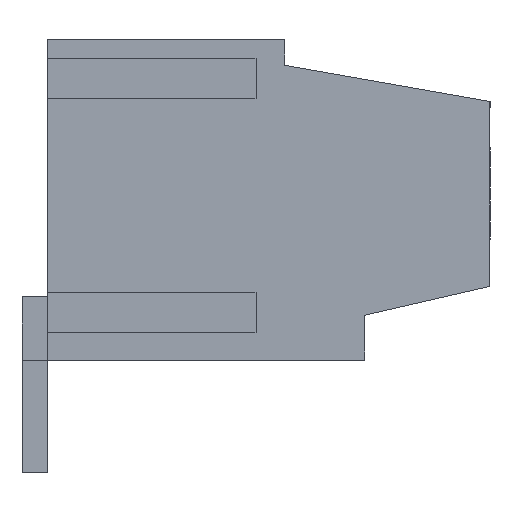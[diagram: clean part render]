
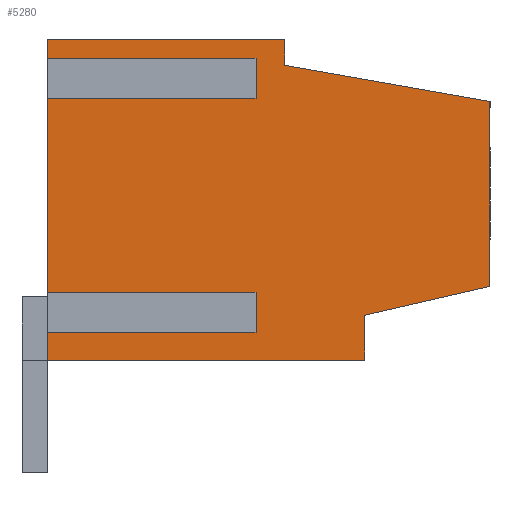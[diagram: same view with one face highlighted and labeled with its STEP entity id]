
A CAD part, left-side view. The second image highlights one B-rep face of the part: STEP entity #5280.
In plain terms, the highlighted planar face has unit normal (-1, 0, 0).
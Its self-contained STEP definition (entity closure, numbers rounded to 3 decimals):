
#5217=AXIS2_PLACEMENT_3D('Plane Axis2P3D',#5214,#5215,#5216) ;
#4264=CARTESIAN_POINT('Vertex',(0.55,13.8,3.5)) ;
#4267=CARTESIAN_POINT('Line Origine',(0.55,13.8,4.097)) ;
#4271=CARTESIAN_POINT('Vertex',(0.55,13.8,4.694)) ;
#4292=CARTESIAN_POINT('Vertex',(0.55,13.8,5.306)) ;
#4295=CARTESIAN_POINT('Line Origine',(0.55,13.8,8.65)) ;
#4299=CARTESIAN_POINT('Vertex',(0.55,13.8,11.994)) ;
#4320=CARTESIAN_POINT('Vertex',(0.55,13.8,12.606)) ;
#4323=CARTESIAN_POINT('Line Origine',(0.55,13.8,13.053)) ;
#4327=CARTESIAN_POINT('Vertex',(0.55,13.8,13.5)) ;
#4775=CARTESIAN_POINT('Line Origine',(0.55,10.1,13.5)) ;
#4779=CARTESIAN_POINT('Vertex',(0.55,6.4,13.5)) ;
#4868=CARTESIAN_POINT('Line Origine',(0.55,6.4,13.1)) ;
#4872=CARTESIAN_POINT('Vertex',(0.55,6.4,12.7)) ;
#4893=CARTESIAN_POINT('Line Origine',(0.55,3.2,12.136)) ;
#4897=CARTESIAN_POINT('Vertex',(0.55,0.,11.572)) ;
#4918=CARTESIAN_POINT('Line Origine',(0.55,0.,8.686)) ;
#4922=CARTESIAN_POINT('Vertex',(0.55,0.,5.8)) ;
#4979=CARTESIAN_POINT('Line Origine',(0.55,1.95,5.35)) ;
#4983=CARTESIAN_POINT('Vertex',(0.55,3.9,4.9)) ;
#5114=CARTESIAN_POINT('Vertex',(0.55,3.9,3.5)) ;
#5117=CARTESIAN_POINT('Line Origine',(0.55,8.85,3.5)) ;
#5214=CARTESIAN_POINT('Axis2P3D Location',(0.55,14.6,0.)) ;
#5219=CARTESIAN_POINT('Line Origine',(0.55,10.55,5.306)) ;
#5223=CARTESIAN_POINT('Vertex',(0.55,7.3,5.306)) ;
#5226=CARTESIAN_POINT('Line Origine',(0.55,7.3,5.)) ;
#5230=CARTESIAN_POINT('Vertex',(0.55,7.3,4.694)) ;
#5233=CARTESIAN_POINT('Line Origine',(0.55,10.55,4.694)) ;
#5238=CARTESIAN_POINT('Line Origine',(0.55,3.9,4.2)) ;
#5243=CARTESIAN_POINT('Line Origine',(0.55,10.55,12.606)) ;
#5247=CARTESIAN_POINT('Vertex',(0.55,7.3,12.606)) ;
#5250=CARTESIAN_POINT('Line Origine',(0.55,7.3,12.3)) ;
#5254=CARTESIAN_POINT('Vertex',(0.55,7.3,11.994)) ;
#5257=CARTESIAN_POINT('Line Origine',(0.55,10.55,11.994)) ;
#4268=DIRECTION('Vector Direction',(0.,0.,-1.)) ;
#4296=DIRECTION('Vector Direction',(0.,0.,-1.)) ;
#4324=DIRECTION('Vector Direction',(0.,0.,-1.)) ;
#4776=DIRECTION('Vector Direction',(0.,1.,0.)) ;
#4869=DIRECTION('Vector Direction',(0.,0.,1.)) ;
#4894=DIRECTION('Vector Direction',(0.,0.985,0.174)) ;
#4919=DIRECTION('Vector Direction',(0.,0.,1.)) ;
#4980=DIRECTION('Vector Direction',(0.,-0.974,0.225)) ;
#5118=DIRECTION('Vector Direction',(0.,-1.,0.)) ;
#5215=DIRECTION('Axis2P3D Direction',(-1.,0.,0.)) ;
#5216=DIRECTION('Axis2P3D XDirection',(0.,-1.,0.)) ;
#5220=DIRECTION('Vector Direction',(0.,-1.,0.)) ;
#5227=DIRECTION('Vector Direction',(0.,0.,-1.)) ;
#5234=DIRECTION('Vector Direction',(0.,-1.,0.)) ;
#5239=DIRECTION('Vector Direction',(0.,0.,1.)) ;
#5244=DIRECTION('Vector Direction',(0.,-1.,0.)) ;
#5251=DIRECTION('Vector Direction',(0.,0.,-1.)) ;
#5258=DIRECTION('Vector Direction',(0.,-1.,0.)) ;
#4269=VECTOR('Line Direction',#4268,1.) ;
#4297=VECTOR('Line Direction',#4296,1.) ;
#4325=VECTOR('Line Direction',#4324,1.) ;
#4777=VECTOR('Line Direction',#4776,1.) ;
#4870=VECTOR('Line Direction',#4869,1.) ;
#4895=VECTOR('Line Direction',#4894,1.) ;
#4920=VECTOR('Line Direction',#4919,1.) ;
#4981=VECTOR('Line Direction',#4980,1.) ;
#5119=VECTOR('Line Direction',#5118,1.) ;
#5221=VECTOR('Line Direction',#5220,1.) ;
#5228=VECTOR('Line Direction',#5227,1.) ;
#5235=VECTOR('Line Direction',#5234,1.) ;
#5240=VECTOR('Line Direction',#5239,1.) ;
#5245=VECTOR('Line Direction',#5244,1.) ;
#5252=VECTOR('Line Direction',#5251,1.) ;
#5259=VECTOR('Line Direction',#5258,1.) ;
#5263=ORIENTED_EDGE('',*,*,#4301,.T.) ;
#5264=ORIENTED_EDGE('',*,*,#5225,.T.) ;
#5265=ORIENTED_EDGE('',*,*,#5232,.T.) ;
#5266=ORIENTED_EDGE('',*,*,#5237,.F.) ;
#5267=ORIENTED_EDGE('',*,*,#4273,.T.) ;
#5268=ORIENTED_EDGE('',*,*,#5121,.T.) ;
#5269=ORIENTED_EDGE('',*,*,#5242,.T.) ;
#5270=ORIENTED_EDGE('',*,*,#4985,.T.) ;
#5271=ORIENTED_EDGE('',*,*,#4924,.T.) ;
#5272=ORIENTED_EDGE('',*,*,#4899,.T.) ;
#5273=ORIENTED_EDGE('',*,*,#4874,.T.) ;
#5274=ORIENTED_EDGE('',*,*,#4781,.T.) ;
#5275=ORIENTED_EDGE('',*,*,#4329,.T.) ;
#5276=ORIENTED_EDGE('',*,*,#5249,.T.) ;
#5277=ORIENTED_EDGE('',*,*,#5256,.T.) ;
#5278=ORIENTED_EDGE('',*,*,#5261,.F.) ;
#5280=ADVANCED_FACE('HOUSING',(#5279),#5218,.T.) ;
#4273=EDGE_CURVE('',#4272,#4265,#4270,.T.) ;
#4301=EDGE_CURVE('',#4300,#4293,#4298,.T.) ;
#4329=EDGE_CURVE('',#4328,#4321,#4326,.T.) ;
#4781=EDGE_CURVE('',#4780,#4328,#4778,.T.) ;
#4874=EDGE_CURVE('',#4873,#4780,#4871,.T.) ;
#4899=EDGE_CURVE('',#4898,#4873,#4896,.T.) ;
#4924=EDGE_CURVE('',#4923,#4898,#4921,.T.) ;
#4985=EDGE_CURVE('',#4984,#4923,#4982,.T.) ;
#5121=EDGE_CURVE('',#4265,#5115,#5120,.T.) ;
#5225=EDGE_CURVE('',#4293,#5224,#5222,.T.) ;
#5232=EDGE_CURVE('',#5224,#5231,#5229,.T.) ;
#5237=EDGE_CURVE('',#4272,#5231,#5236,.T.) ;
#5242=EDGE_CURVE('',#5115,#4984,#5241,.T.) ;
#5249=EDGE_CURVE('',#4321,#5248,#5246,.T.) ;
#5256=EDGE_CURVE('',#5248,#5255,#5253,.T.) ;
#5261=EDGE_CURVE('',#4300,#5255,#5260,.T.) ;
#5262=EDGE_LOOP('',(#5263,#5264,#5265,#5266,#5267,#5268,#5269,#5270,#5271,#5272,#5273,#5274,#5275,#5276,#5277,#5278)) ;
#5279=FACE_OUTER_BOUND('',#5262,.T.) ;
#4270=LINE('Line',#4267,#4269) ;
#4298=LINE('Line',#4295,#4297) ;
#4326=LINE('Line',#4323,#4325) ;
#4778=LINE('Line',#4775,#4777) ;
#4871=LINE('Line',#4868,#4870) ;
#4896=LINE('Line',#4893,#4895) ;
#4921=LINE('Line',#4918,#4920) ;
#4982=LINE('Line',#4979,#4981) ;
#5120=LINE('Line',#5117,#5119) ;
#5222=LINE('Line',#5219,#5221) ;
#5229=LINE('Line',#5226,#5228) ;
#5236=LINE('Line',#5233,#5235) ;
#5241=LINE('Line',#5238,#5240) ;
#5246=LINE('Line',#5243,#5245) ;
#5253=LINE('Line',#5250,#5252) ;
#5260=LINE('Line',#5257,#5259) ;
#5218=PLANE('',#5217) ;
#4265=VERTEX_POINT('',#4264) ;
#4272=VERTEX_POINT('',#4271) ;
#4293=VERTEX_POINT('',#4292) ;
#4300=VERTEX_POINT('',#4299) ;
#4321=VERTEX_POINT('',#4320) ;
#4328=VERTEX_POINT('',#4327) ;
#4780=VERTEX_POINT('',#4779) ;
#4873=VERTEX_POINT('',#4872) ;
#4898=VERTEX_POINT('',#4897) ;
#4923=VERTEX_POINT('',#4922) ;
#4984=VERTEX_POINT('',#4983) ;
#5115=VERTEX_POINT('',#5114) ;
#5224=VERTEX_POINT('',#5223) ;
#5231=VERTEX_POINT('',#5230) ;
#5248=VERTEX_POINT('',#5247) ;
#5255=VERTEX_POINT('',#5254) ;
